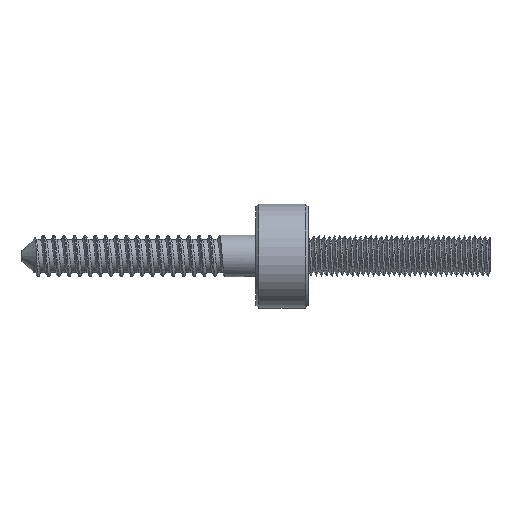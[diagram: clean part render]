
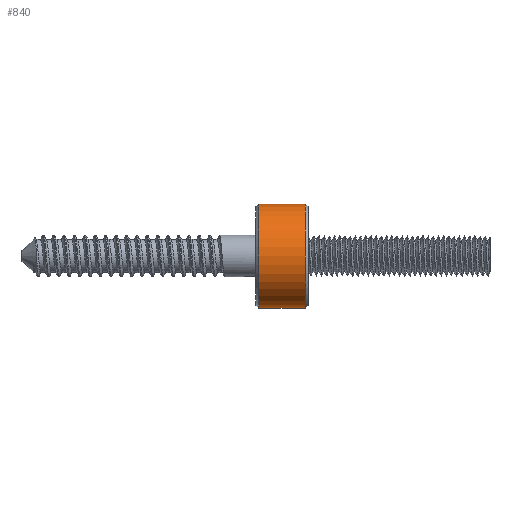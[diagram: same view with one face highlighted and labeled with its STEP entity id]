
A CAD part, front view. The second image highlights one B-rep face of the part: STEP entity #840.
In plain terms, the highlighted cylindrical face has radius 10 mm (diameter 20 mm), a full revolution.
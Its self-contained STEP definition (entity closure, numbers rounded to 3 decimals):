
#171=CYLINDRICAL_SURFACE('',#941,10.);
#176=FACE_OUTER_BOUND('',#203,.T.);
#203=EDGE_LOOP('',(#565,#566,#567,#568));
#234=LINE('',#1126,#266);
#266=VECTOR('',#1000,10.);
#297=CIRCLE('',#939,10.);
#299=CIRCLE('',#942,10.);
#310=VERTEX_POINT('',#1118);
#312=VERTEX_POINT('',#1124);
#425=EDGE_CURVE('',#310,#310,#297,.T.);
#428=EDGE_CURVE('',#312,#312,#299,.T.);
#429=EDGE_CURVE('',#312,#310,#234,.T.);
#565=ORIENTED_EDGE('',*,*,#428,.F.);
#566=ORIENTED_EDGE('',*,*,#429,.T.);
#567=ORIENTED_EDGE('',*,*,#425,.F.);
#568=ORIENTED_EDGE('',*,*,#429,.F.);
#840=ADVANCED_FACE('',(#176),#171,.T.);
#939=AXIS2_PLACEMENT_3D('',#1119,#991,#992);
#941=AXIS2_PLACEMENT_3D('',#1123,#996,#997);
#942=AXIS2_PLACEMENT_3D('',#1125,#998,#999);
#991=DIRECTION('center_axis',(-1.,0.,0.));
#992=DIRECTION('ref_axis',(0.,-1.,0.));
#996=DIRECTION('center_axis',(1.,0.,0.));
#997=DIRECTION('ref_axis',(0.,-1.,0.));
#998=DIRECTION('center_axis',(1.,0.,0.));
#999=DIRECTION('ref_axis',(0.,-1.,0.));
#1000=DIRECTION('',(-1.,0.,0.));
#1118=CARTESIAN_POINT('',(0.5,10.,0.));
#1119=CARTESIAN_POINT('Origin',(0.5,0.,0.));
#1123=CARTESIAN_POINT('Origin',(0.,0.,0.));
#1124=CARTESIAN_POINT('',(9.5,10.,0.));
#1125=CARTESIAN_POINT('Origin',(9.5,0.,0.));
#1126=CARTESIAN_POINT('',(0.,10.,0.));
